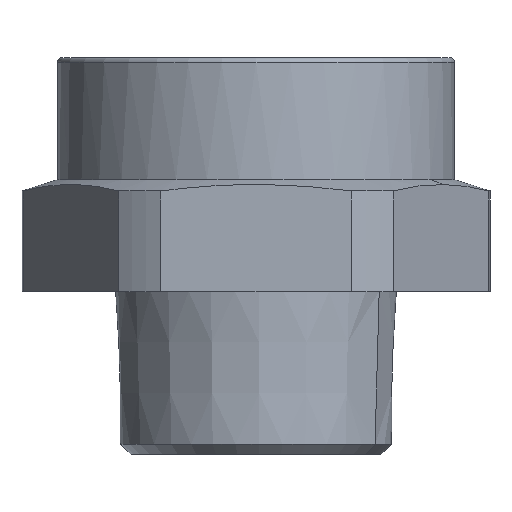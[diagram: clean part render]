
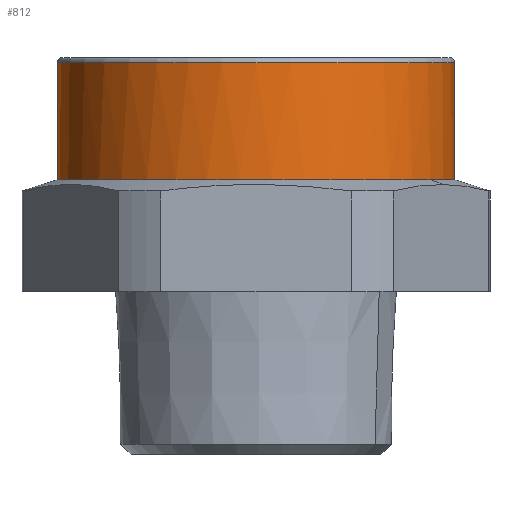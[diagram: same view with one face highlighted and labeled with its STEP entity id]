
A CAD part, left-side view. The second image highlights one B-rep face of the part: STEP entity #812.
In plain terms, the highlighted cylindrical face has radius 19.5 mm (diameter 39 mm), a partial arc.
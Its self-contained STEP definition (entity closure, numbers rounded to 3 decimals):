
#103=AXIS2_PLACEMENT_3D('Circle Axis2P3D',#101,#102,$) ;
#506=AXIS2_PLACEMENT_3D('Circle Axis2P3D',#504,#505,$) ;
#771=AXIS2_PLACEMENT_3D('Cylinder Axis2P3D',#768,#769,#770) ;
#802=AXIS2_PLACEMENT_3D('Circle Axis2P3D',#800,#801,$) ;
#98=CARTESIAN_POINT('Vertex',(11.651,5.887,27.)) ;
#101=CARTESIAN_POINT('Axis2P3D Location',(21.,23.,27.)) ;
#105=CARTESIAN_POINT('Vertex',(21.,42.5,27.)) ;
#501=CARTESIAN_POINT('Vertex',(21.,3.5,27.)) ;
#504=CARTESIAN_POINT('Axis2P3D Location',(21.,23.,27.)) ;
#768=CARTESIAN_POINT('Axis2P3D Location',(21.,23.,33.)) ;
#773=CARTESIAN_POINT('Line Origine',(21.,3.5,33.)) ;
#777=CARTESIAN_POINT('Vertex',(21.,3.5,38.5)) ;
#780=CARTESIAN_POINT('Line Origine',(21.,42.5,33.)) ;
#784=CARTESIAN_POINT('Vertex',(21.,42.5,38.5)) ;
#800=CARTESIAN_POINT('Axis2P3D Location',(21.,23.,38.5)) ;
#102=DIRECTION('Axis2P3D Direction',(0.,0.,-1.)) ;
#505=DIRECTION('Axis2P3D Direction',(0.,0.,-1.)) ;
#769=DIRECTION('Axis2P3D Direction',(0.,0.,1.)) ;
#770=DIRECTION('Axis2P3D XDirection',(0.,-1.,0.)) ;
#774=DIRECTION('Vector Direction',(0.,0.,1.)) ;
#781=DIRECTION('Vector Direction',(0.,0.,1.)) ;
#801=DIRECTION('Axis2P3D Direction',(0.,0.,1.)) ;
#775=VECTOR('Line Direction',#774,1.) ;
#782=VECTOR('Line Direction',#781,1.) ;
#806=ORIENTED_EDGE('',*,*,#786,.T.) ;
#807=ORIENTED_EDGE('',*,*,#107,.T.) ;
#808=ORIENTED_EDGE('',*,*,#508,.T.) ;
#809=ORIENTED_EDGE('',*,*,#779,.F.) ;
#810=ORIENTED_EDGE('',*,*,#804,.F.) ;
#812=ADVANCED_FACE('PartBody',(#811),#772,.T.) ;
#104=CIRCLE('generated circle',#103,19.5) ;
#507=CIRCLE('generated circle',#506,19.5) ;
#803=CIRCLE('generated circle',#802,19.5) ;
#772=CYLINDRICAL_SURFACE('generated cylinder',#771,19.5) ;
#107=EDGE_CURVE('',#106,#99,#104,.F.) ;
#508=EDGE_CURVE('',#99,#502,#507,.F.) ;
#779=EDGE_CURVE('',#778,#502,#776,.F.) ;
#786=EDGE_CURVE('',#785,#106,#783,.F.) ;
#804=EDGE_CURVE('',#785,#778,#803,.T.) ;
#805=EDGE_LOOP('',(#806,#807,#808,#809,#810)) ;
#811=FACE_OUTER_BOUND('',#805,.T.) ;
#776=LINE('Line',#773,#775) ;
#783=LINE('Line',#780,#782) ;
#99=VERTEX_POINT('',#98) ;
#106=VERTEX_POINT('',#105) ;
#502=VERTEX_POINT('',#501) ;
#778=VERTEX_POINT('',#777) ;
#785=VERTEX_POINT('',#784) ;
